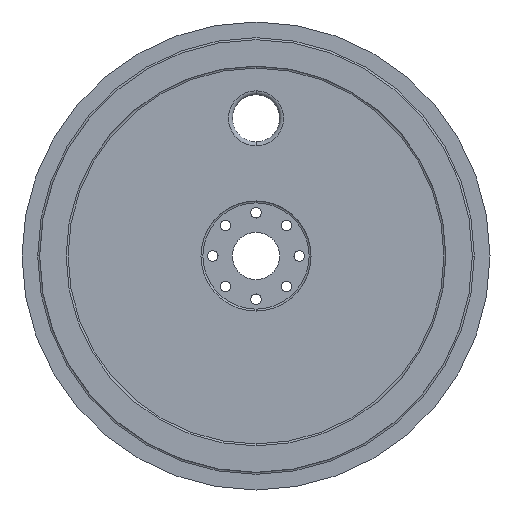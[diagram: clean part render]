
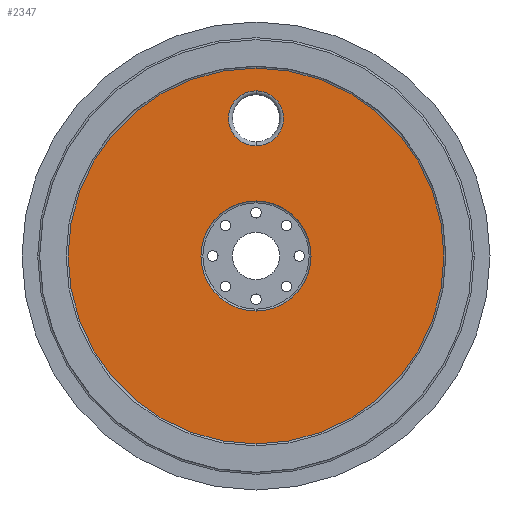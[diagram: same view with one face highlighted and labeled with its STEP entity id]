
A CAD part, front view. The second image highlights one B-rep face of the part: STEP entity #2347.
In plain terms, the highlighted planar face has unit normal (0, -1, 0).
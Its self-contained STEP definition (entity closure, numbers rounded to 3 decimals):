
#1 = VERTEX_POINT ( 'NONE', #960 ) ;
#18 = DIRECTION ( 'NONE',  ( 0., -1., 0. ) ) ;
#25 = CIRCLE ( 'NONE', #713, 7. ) ;
#72 = CIRCLE ( 'NONE', #573, 14. ) ;
#122 = ORIENTED_EDGE ( 'NONE', *, *, #2425, .T. ) ;
#147 = EDGE_LOOP ( 'NONE', ( #122, #1598 ) ) ;
#168 = ORIENTED_EDGE ( 'NONE', *, *, #325, .T. ) ;
#237 = CARTESIAN_POINT ( 'NONE',  ( 0., -57.75, 35. ) ) ;
#241 = CARTESIAN_POINT ( 'NONE',  ( 0., -57.75, 0. ) ) ;
#244 = EDGE_LOOP ( 'NONE', ( #2289, #1552 ) ) ;
#321 = CARTESIAN_POINT ( 'NONE',  ( 0., -57.75, 0. ) ) ;
#325 = EDGE_CURVE ( 'NONE', #905, #2226, #2682, .T. ) ;
#331 = AXIS2_PLACEMENT_3D ( 'NONE', #241, #18, #2813 ) ;
#333 = FACE_OUTER_BOUND ( 'NONE', #2229, .T. ) ;
#338 = AXIS2_PLACEMENT_3D ( 'NONE', #2523, #1346, #2993 ) ;
#488 = AXIS2_PLACEMENT_3D ( 'NONE', #1594, #2773, #912 ) ;
#504 = EDGE_CURVE ( 'NONE', #2090, #2805, #25, .T. ) ;
#505 = CARTESIAN_POINT ( 'NONE',  ( 0., -57.75, 47.782 ) ) ;
#546 = CARTESIAN_POINT ( 'NONE',  ( 0., -57.75, 42. ) ) ;
#552 = DIRECTION ( 'NONE',  ( 0., 0., 1. ) ) ;
#573 = AXIS2_PLACEMENT_3D ( 'NONE', #321, #2667, #552 ) ;
#641 = FACE_BOUND ( 'NONE', #147, .T. ) ;
#713 = AXIS2_PLACEMENT_3D ( 'NONE', #2180, #2860, #753 ) ;
#714 = CARTESIAN_POINT ( 'NONE',  ( 0., -57.75, 0. ) ) ;
#753 = DIRECTION ( 'NONE',  ( 0., 0., -1. ) ) ;
#839 = CARTESIAN_POINT ( 'NONE',  ( 0., -57.75, -47.782 ) ) ;
#905 = VERTEX_POINT ( 'NONE', #505 ) ;
#912 = DIRECTION ( 'NONE',  ( 0., 0., 1. ) ) ;
#960 = CARTESIAN_POINT ( 'NONE',  ( 0., -57.75, 14. ) ) ;
#970 = CIRCLE ( 'NONE', #2597, 7. ) ;
#1010 = DIRECTION ( 'NONE',  ( 0., 0., -1. ) ) ;
#1346 = DIRECTION ( 'NONE',  ( 0., -1., 0. ) ) ;
#1367 = EDGE_CURVE ( 'NONE', #2430, #1, #72, .T. ) ;
#1487 = ORIENTED_EDGE ( 'NONE', *, *, #2162, .T. ) ;
#1552 = ORIENTED_EDGE ( 'NONE', *, *, #504, .T. ) ;
#1591 = EDGE_CURVE ( 'NONE', #2805, #2090, #970, .T. ) ;
#1594 = CARTESIAN_POINT ( 'NONE',  ( 0., -57.75, 0. ) ) ;
#1598 = ORIENTED_EDGE ( 'NONE', *, *, #1367, .T. ) ;
#1666 = CIRCLE ( 'NONE', #2552, 47.782 ) ;
#1693 = DIRECTION ( 'NONE',  ( 0., -1., 0. ) ) ;
#1807 = CARTESIAN_POINT ( 'NONE',  ( 0., -57.75, 28. ) ) ;
#1814 = CARTESIAN_POINT ( 'NONE',  ( 0., -57.75, -14. ) ) ;
#2090 = VERTEX_POINT ( 'NONE', #546 ) ;
#2129 = DIRECTION ( 'NONE',  ( 0., 0., -1. ) ) ;
#2162 = EDGE_CURVE ( 'NONE', #2226, #905, #1666, .T. ) ;
#2180 = CARTESIAN_POINT ( 'NONE',  ( 0., -57.75, 35. ) ) ;
#2226 = VERTEX_POINT ( 'NONE', #839 ) ;
#2229 = EDGE_LOOP ( 'NONE', ( #1487, #168 ) ) ;
#2289 = ORIENTED_EDGE ( 'NONE', *, *, #1591, .T. ) ;
#2344 = DIRECTION ( 'NONE',  ( 0., 1., 0. ) ) ;
#2347 = ADVANCED_FACE ( 'NONE', ( #2448, #333, #641 ), #2579, .T. ) ;
#2425 = EDGE_CURVE ( 'NONE', #1, #2430, #2940, .T. ) ;
#2430 = VERTEX_POINT ( 'NONE', #1814 ) ;
#2448 = FACE_BOUND ( 'NONE', #244, .T. ) ;
#2523 = CARTESIAN_POINT ( 'NONE',  ( 0., -57.75, -48.282 ) ) ;
#2552 = AXIS2_PLACEMENT_3D ( 'NONE', #714, #1693, #1010 ) ;
#2579 = PLANE ( 'NONE',  #338 ) ;
#2597 = AXIS2_PLACEMENT_3D ( 'NONE', #237, #2344, #2129 ) ;
#2667 = DIRECTION ( 'NONE',  ( 0., 1., 0. ) ) ;
#2682 = CIRCLE ( 'NONE', #331, 47.782 ) ;
#2773 = DIRECTION ( 'NONE',  ( 0., 1., 0. ) ) ;
#2805 = VERTEX_POINT ( 'NONE', #1807 ) ;
#2813 = DIRECTION ( 'NONE',  ( 0., 0., -1. ) ) ;
#2860 = DIRECTION ( 'NONE',  ( 0., 1., 0. ) ) ;
#2940 = CIRCLE ( 'NONE', #488, 14. ) ;
#2993 = DIRECTION ( 'NONE',  ( 0., 0., -1. ) ) ;
